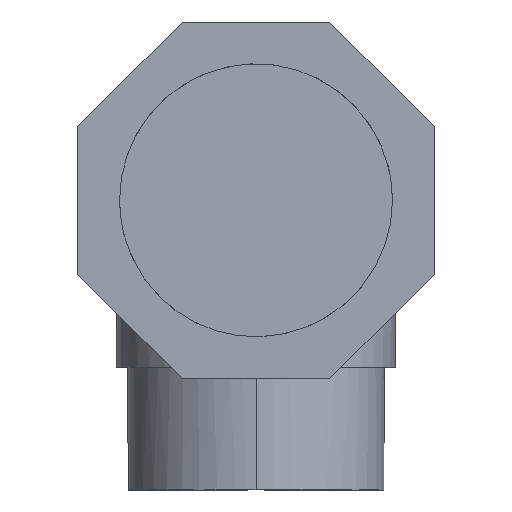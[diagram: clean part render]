
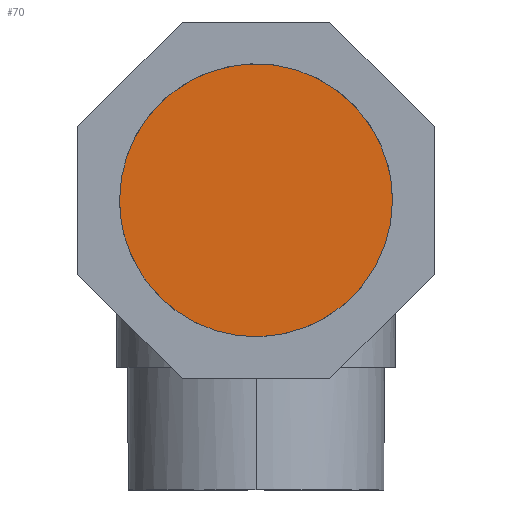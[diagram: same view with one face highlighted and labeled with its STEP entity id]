
A CAD part, left-side view. The second image highlights one B-rep face of the part: STEP entity #70.
In plain terms, the highlighted planar face has unit normal (-1, 0, 0).
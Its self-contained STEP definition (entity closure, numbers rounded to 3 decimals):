
#31=CARTESIAN_POINT('Axis2P3D Location',(-14.5,0.,0.)) ;
#37=CARTESIAN_POINT('Control Point',(-14.5,0.,-12.25)) ;
#38=CARTESIAN_POINT('Control Point',(-14.5,-12.25,-12.25)) ;
#39=CARTESIAN_POINT('Control Point',(-14.5,-12.25,0.)) ;
#40=CARTESIAN_POINT('Vertex',(-14.5,0.,-12.25)) ;
#42=CARTESIAN_POINT('Vertex',(-14.5,-12.25,0.)) ;
#46=CARTESIAN_POINT('Control Point',(-14.5,-12.25,0.)) ;
#47=CARTESIAN_POINT('Control Point',(-14.5,-12.25,12.25)) ;
#48=CARTESIAN_POINT('Control Point',(-14.5,0.,12.25)) ;
#49=CARTESIAN_POINT('Vertex',(-14.5,0.,12.25)) ;
#53=CARTESIAN_POINT('Control Point',(-14.5,0.,12.25)) ;
#54=CARTESIAN_POINT('Control Point',(-14.5,12.25,12.25)) ;
#55=CARTESIAN_POINT('Control Point',(-14.5,12.25,0.)) ;
#56=CARTESIAN_POINT('Vertex',(-14.5,12.25,0.)) ;
#60=CARTESIAN_POINT('Control Point',(-14.5,12.25,0.)) ;
#61=CARTESIAN_POINT('Control Point',(-14.5,12.25,-12.25)) ;
#62=CARTESIAN_POINT('Control Point',(-14.5,0.,-12.25)) ;
#32=DIRECTION('Axis2P3D Direction',(-1.,0.,0.)) ;
#33=DIRECTION('Axis2P3D XDirection',(0.,0.,1.)) ;
#34=AXIS2_PLACEMENT_3D('Plane Axis2P3D',#31,#32,#33) ;
#35=PLANE('',#34) ;
#44=EDGE_CURVE('',#41,#43,#36,.T.) ;
#51=EDGE_CURVE('',#43,#50,#45,.T.) ;
#58=EDGE_CURVE('',#50,#57,#52,.T.) ;
#63=EDGE_CURVE('',#57,#41,#59,.T.) ;
#65=ORIENTED_EDGE('',*,*,#44,.T.) ;
#66=ORIENTED_EDGE('',*,*,#51,.T.) ;
#67=ORIENTED_EDGE('',*,*,#58,.T.) ;
#68=ORIENTED_EDGE('',*,*,#63,.T.) ;
#64=EDGE_LOOP('',(#65,#66,#67,#68)) ;
#41=VERTEX_POINT('',#40) ;
#43=VERTEX_POINT('',#42) ;
#50=VERTEX_POINT('',#49) ;
#57=VERTEX_POINT('',#56) ;
#70=ADVANCED_FACE('Solid1',(#69),#35,.T.) ;
#69=FACE_OUTER_BOUND('',#64,.T.) ;
#36=(BOUNDED_CURVE()B_SPLINE_CURVE(2,(#37,#38,#39),.UNSPECIFIED.,.F.,.U.)B_SPLINE_CURVE_WITH_KNOTS((3,3),(24.5,49.),.UNSPECIFIED.)CURVE()GEOMETRIC_REPRESENTATION_ITEM()RATIONAL_B_SPLINE_CURVE((1.,0.707,1.))REPRESENTATION_ITEM('')) ;
#45=(BOUNDED_CURVE()B_SPLINE_CURVE(2,(#46,#47,#48),.UNSPECIFIED.,.F.,.U.)B_SPLINE_CURVE_WITH_KNOTS((3,3),(0.,24.5),.UNSPECIFIED.)CURVE()GEOMETRIC_REPRESENTATION_ITEM()RATIONAL_B_SPLINE_CURVE((1.,0.707,1.))REPRESENTATION_ITEM('')) ;
#52=(BOUNDED_CURVE()B_SPLINE_CURVE(2,(#53,#54,#55),.UNSPECIFIED.,.F.,.U.)B_SPLINE_CURVE_WITH_KNOTS((3,3),(24.5,49.),.UNSPECIFIED.)CURVE()GEOMETRIC_REPRESENTATION_ITEM()RATIONAL_B_SPLINE_CURVE((1.,0.707,1.))REPRESENTATION_ITEM('')) ;
#59=(BOUNDED_CURVE()B_SPLINE_CURVE(2,(#60,#61,#62),.UNSPECIFIED.,.F.,.U.)B_SPLINE_CURVE_WITH_KNOTS((3,3),(0.,24.5),.UNSPECIFIED.)CURVE()GEOMETRIC_REPRESENTATION_ITEM()RATIONAL_B_SPLINE_CURVE((1.,0.707,1.))REPRESENTATION_ITEM('')) ;
